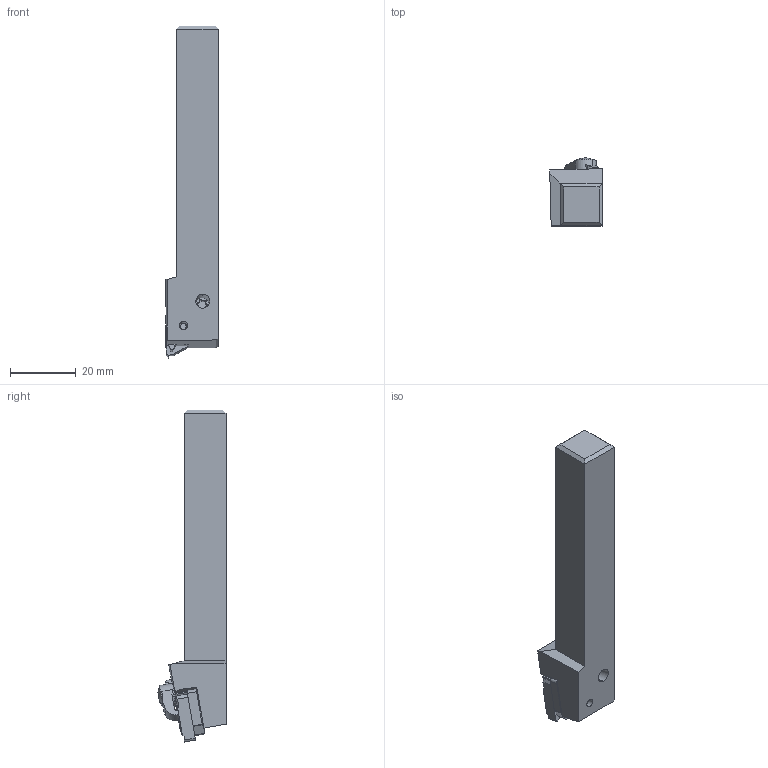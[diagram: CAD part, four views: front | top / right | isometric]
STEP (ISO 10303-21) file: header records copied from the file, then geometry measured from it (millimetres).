
FILE_DESCRIPTION(/* description */ (''),/* implementation_level */ '2;1');
FILE_NAME(/* name */ 'MMTER-083_100ISO-S.stp',/* time_stamp */ '2023-02-08T14:08:22+09:00',/* author */ (''),/* organization */ (''),/* preprocessor_version */ 'ST-DEVELOPER v16',/* originating_system */ 'SIEMENS PLM Software NX 10.0',/* authorisation */ '');
FILE_SCHEMA (('AUTOMOTIVE_DESIGN { 1 0 10303 214 3 1 1 1 }'));
Length unit declared in the file: millimetre
Products named in the file (1): MMTER-083_100ISO-S_ASM
Bounding box: 15.99 x 20.67 x 100.87 mm (x, y, z)
Volume: 17185.7 mm3; surface area: 7119.2 mm2
Topology: 2 solids, 2 shells, 211 faces, 639 edges, 465 vertices
Faces by surface type: plane 112, cylinder 71, cone 20, torus 8
Entity records: 7627 total; most frequent: CARTESIAN_POINT 1563, DIRECTION 1284, ORIENTED_EDGE 1214, EDGE_CURVE 607, AXIS2_PLACEMENT_3D 461, VERTEX_POINT 404, LINE 362, VECTOR 362
